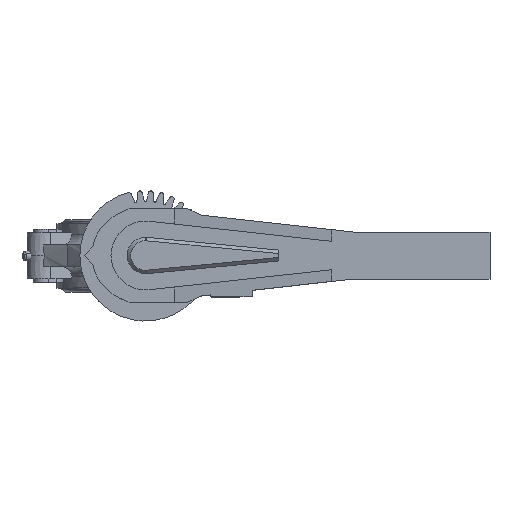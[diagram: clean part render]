
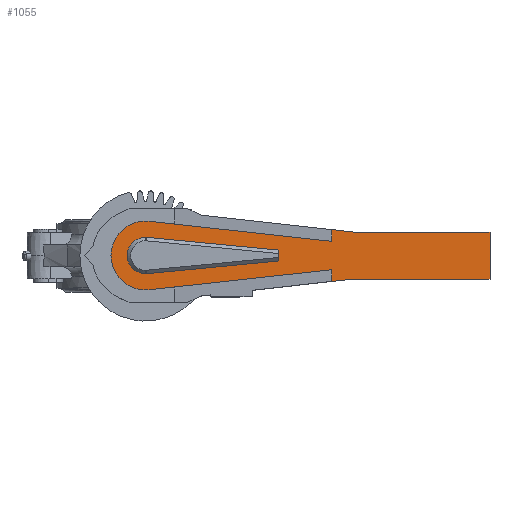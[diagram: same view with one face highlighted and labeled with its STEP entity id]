
A CAD part, top view. The second image highlights one B-rep face of the part: STEP entity #1055.
In plain terms, the highlighted planar face has unit normal (0, 0, 1).
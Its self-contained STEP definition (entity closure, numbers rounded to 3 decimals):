
#1055=ADVANCED_FACE('',(#2975,#2976),#2977,.T.);
#2975=FACE_OUTER_BOUND('',#5856,.T.);
#2976=FACE_BOUND('',#5857,.T.);
#2977=PLANE('',#5858);
#5856=EDGE_LOOP('',(#8904,#8905,#8906,#8907,#8908,#8909,#8910,#8911,#8912,#8913,#8914,#8915));
#5857=EDGE_LOOP('',(#8916,#8917,#8918,#8919,#8920,#8921));
#5858=AXIS2_PLACEMENT_3D('',#8922,#8923,#8924);
#8904=ORIENTED_EDGE('',*,*,#17382,.T.);
#8905=ORIENTED_EDGE('',*,*,#17383,.T.);
#8906=ORIENTED_EDGE('',*,*,#17384,.T.);
#8907=ORIENTED_EDGE('',*,*,#17385,.T.);
#8908=ORIENTED_EDGE('',*,*,#17386,.T.);
#8909=ORIENTED_EDGE('',*,*,#17387,.T.);
#8910=ORIENTED_EDGE('',*,*,#17388,.T.);
#8911=ORIENTED_EDGE('',*,*,#17337,.T.);
#8912=ORIENTED_EDGE('',*,*,#17333,.T.);
#8913=ORIENTED_EDGE('',*,*,#17389,.T.);
#8914=ORIENTED_EDGE('',*,*,#17390,.T.);
#8915=ORIENTED_EDGE('',*,*,#17391,.T.);
#8916=ORIENTED_EDGE('',*,*,#17392,.F.);
#8917=ORIENTED_EDGE('',*,*,#17393,.T.);
#8918=ORIENTED_EDGE('',*,*,#17394,.F.);
#8919=ORIENTED_EDGE('',*,*,#17395,.T.);
#8920=ORIENTED_EDGE('',*,*,#17322,.F.);
#8921=ORIENTED_EDGE('',*,*,#17327,.F.);
#8922=CARTESIAN_POINT('',(0.0,0.0,204.5));
#8923=DIRECTION('',(0.0,0.0,1.0));
#8924=DIRECTION('',(0.0,-1.0,0.0));
#17322=EDGE_CURVE('',#20667,#20669,#20670,.T.);
#17327=EDGE_CURVE('',#20675,#20667,#20678,.T.);
#17333=EDGE_CURVE('',#20681,#20686,#20688,.T.);
#17337=EDGE_CURVE('',#20691,#20681,#20694,.T.);
#17382=EDGE_CURVE('',#20774,#20775,#20776,.T.);
#17383=EDGE_CURVE('',#20775,#20777,#20778,.T.);
#17384=EDGE_CURVE('',#20777,#20779,#20780,.T.);
#17385=EDGE_CURVE('',#20779,#20781,#20782,.T.);
#17386=EDGE_CURVE('',#20781,#20783,#20784,.T.);
#17387=EDGE_CURVE('',#20783,#20785,#20786,.T.);
#17388=EDGE_CURVE('',#20785,#20691,#20787,.T.);
#17389=EDGE_CURVE('',#20686,#20788,#20789,.T.);
#17390=EDGE_CURVE('',#20788,#20790,#20791,.T.);
#17391=EDGE_CURVE('',#20790,#20774,#20792,.T.);
#17392=EDGE_CURVE('',#20793,#20675,#20794,.T.);
#17393=EDGE_CURVE('',#20793,#20795,#20796,.T.);
#17394=EDGE_CURVE('',#20797,#20795,#20798,.T.);
#17395=EDGE_CURVE('',#20797,#20669,#20799,.T.);
#20667=VERTEX_POINT('',#25580);
#20669=VERTEX_POINT('',#25583);
#20670=CIRCLE('',#25584,15.85);
#20675=VERTEX_POINT('',#25590);
#20678=CIRCLE('',#25594,15.85);
#20681=VERTEX_POINT('',#25597);
#20686=VERTEX_POINT('',#25603);
#20688=CIRCLE('',#25606,29.964);
#20691=VERTEX_POINT('',#25609);
#20694=CIRCLE('',#25613,29.964);
#20774=VERTEX_POINT('',#25731);
#20775=VERTEX_POINT('',#25732);
#20776=LINE('',#25733,#25734);
#20777=VERTEX_POINT('',#25735);
#20778=LINE('',#25736,#25737);
#20779=VERTEX_POINT('',#25738);
#20780=LINE('',#25739,#25740);
#20781=VERTEX_POINT('',#25741);
#20782=LINE('',#25742,#25743);
#20783=VERTEX_POINT('',#25744);
#20784=LINE('',#25745,#25746);
#20785=VERTEX_POINT('',#25747);
#20786=LINE('',#25748,#25749);
#20787=CIRCLE('',#25750,29.964);
#20788=VERTEX_POINT('',#25751);
#20789=LINE('',#25752,#25753);
#20790=VERTEX_POINT('',#25754);
#20791=LINE('',#25755,#25756);
#20792=LINE('',#25757,#25758);
#20793=VERTEX_POINT('',#25759);
#20794=CIRCLE('',#25760,15.85);
#20795=VERTEX_POINT('',#25761);
#20796=LINE('',#25762,#25763);
#20797=VERTEX_POINT('',#25764);
#20798=LINE('',#25765,#25766);
#20799=LINE('',#25767,#25768);
#25580=CARTESIAN_POINT('',(0.,-15.85,204.5));
#25583=CARTESIAN_POINT('',(1.521,-15.777,204.5));
#25584=AXIS2_PLACEMENT_3D('',#33512,#33513,#33514);
#25590=CARTESIAN_POINT('',(0.,15.85,204.5));
#25594=AXIS2_PLACEMENT_3D('',#33520,#33521,#33522);
#25597=CARTESIAN_POINT('',(0.,-29.964,204.5));
#25603=CARTESIAN_POINT('',(3.259,-29.786,204.5));
#25606=AXIS2_PLACEMENT_3D('',#33531,#33532,#33533);
#25609=CARTESIAN_POINT('',(0.,29.964,204.5));
#25613=AXIS2_PLACEMENT_3D('',#33538,#33539,#33540);
#25731=CARTESIAN_POINT('',(181.337,-20.457,204.5));
#25732=CARTESIAN_POINT('',(300.1,-20.457,204.5));
#25733=CARTESIAN_POINT('',(181.337,-20.457,204.5));
#25734=VECTOR('',#33579,118.763);
#25735=CARTESIAN_POINT('',(300.1,20.457,204.5));
#25736=CARTESIAN_POINT('',(300.1,-20.457,204.5));
#25737=VECTOR('',#33580,40.915);
#25738=CARTESIAN_POINT('',(181.337,20.457,204.5));
#25739=CARTESIAN_POINT('',(300.1,20.457,204.5));
#25740=VECTOR('',#33581,118.763);
#25741=CARTESIAN_POINT('',(162.483,22.546,204.5));
#25742=CARTESIAN_POINT('',(181.337,20.457,204.5));
#25743=VECTOR('',#33582,18.969);
#25744=CARTESIAN_POINT('',(162.483,12.366,204.5));
#25745=CARTESIAN_POINT('',(162.483,22.546,204.5));
#25746=VECTOR('',#33583,10.18);
#25747=CARTESIAN_POINT('',(3.259,29.786,204.5));
#25748=CARTESIAN_POINT('',(162.483,12.366,204.5));
#25749=VECTOR('',#33584,160.174);
#25750=AXIS2_PLACEMENT_3D('',#33585,#33586,#33587);
#25751=CARTESIAN_POINT('',(162.483,-12.366,204.5));
#25752=CARTESIAN_POINT('',(3.259,-29.786,204.5));
#25753=VECTOR('',#33588,160.174);
#25754=CARTESIAN_POINT('',(162.483,-22.546,204.5));
#25755=CARTESIAN_POINT('',(162.483,-12.366,204.5));
#25756=VECTOR('',#33589,10.18);
#25757=CARTESIAN_POINT('',(162.483,-22.546,204.5));
#25758=VECTOR('',#33590,18.969);
#25759=CARTESIAN_POINT('',(1.521,15.777,204.5));
#25760=AXIS2_PLACEMENT_3D('',#33591,#33592,#33593);
#25761=CARTESIAN_POINT('',(115.9,4.75,204.5));
#25762=CARTESIAN_POINT('',(1.521,15.777,204.5));
#25763=VECTOR('',#33594,114.909);
#25764=CARTESIAN_POINT('',(115.9,-4.75,204.5));
#25765=CARTESIAN_POINT('',(115.9,-2.375,204.5));
#25766=VECTOR('',#33595,1.0);
#25767=CARTESIAN_POINT('',(115.9,-4.75,204.5));
#25768=VECTOR('',#33596,114.909);
#33512=CARTESIAN_POINT('',(0.0,0.0,204.5));
#33513=DIRECTION('',(0.0,0.0,1.0));
#33514=DIRECTION('',(0.,-1.0,0.0));
#33520=CARTESIAN_POINT('',(0.0,0.0,204.5));
#33521=DIRECTION('',(0.0,0.0,1.0));
#33522=DIRECTION('',(0.,-1.0,0.0));
#33531=CARTESIAN_POINT('',(0.0,0.0,204.5));
#33532=DIRECTION('',(0.0,0.0,1.0));
#33533=DIRECTION('',(0.,-1.0,0.0));
#33538=CARTESIAN_POINT('',(0.0,0.0,204.5));
#33539=DIRECTION('',(0.0,-0.0,1.0));
#33540=DIRECTION('',(0.,1.0,0.0));
#33579=DIRECTION('',(1.0,0.0,0.0));
#33580=DIRECTION('',(0.0,1.0,0.0));
#33581=DIRECTION('',(-1.0,0.,0.0));
#33582=DIRECTION('',(-0.994,0.11,0.0));
#33583=DIRECTION('',(0.0,-1.0,0.0));
#33584=DIRECTION('',(-0.994,0.109,0.0));
#33585=CARTESIAN_POINT('',(0.0,0.0,204.5));
#33586=DIRECTION('',(0.0,-0.0,1.0));
#33587=DIRECTION('',(0.109,0.994,0.0));
#33588=DIRECTION('',(0.994,0.109,0.0));
#33589=DIRECTION('',(0.0,-1.0,0.0));
#33590=DIRECTION('',(0.994,0.11,0.0));
#33591=CARTESIAN_POINT('',(0.0,0.0,204.5));
#33592=DIRECTION('',(0.0,0.0,1.0));
#33593=DIRECTION('',(0.,-1.0,0.0));
#33594=DIRECTION('',(0.995,-0.096,0.0));
#33595=DIRECTION('',(0.0,1.0,0.0));
#33596=DIRECTION('',(-0.995,-0.096,0.0));
